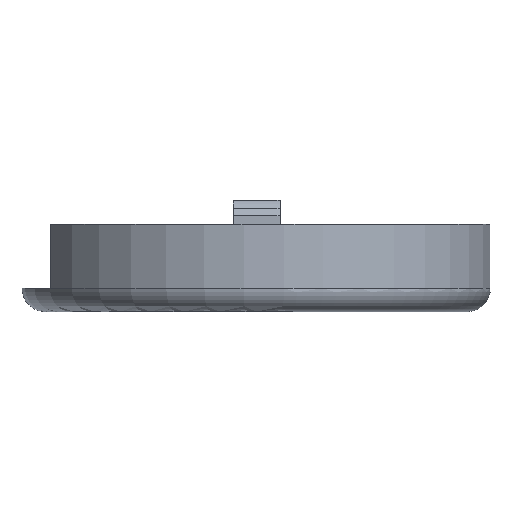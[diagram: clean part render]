
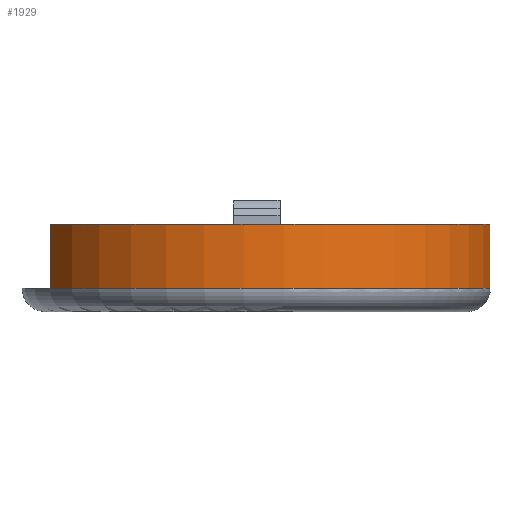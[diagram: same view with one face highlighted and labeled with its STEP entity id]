
A CAD part, front view. The second image highlights one B-rep face of the part: STEP entity #1929.
In plain terms, the highlighted cylindrical face has radius 30 mm (diameter 60 mm), a partial arc.
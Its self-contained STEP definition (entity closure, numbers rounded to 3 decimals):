
#184=FACE_OUTER_BOUND('',#303,.T.);
#303=EDGE_LOOP('',(#1629,#1630,#1631,#1632,#1633,#1634));
#399=CIRCLE('',#2097,30.);
#405=CIRCLE('',#2124,30.);
#406=CIRCLE('',#2125,30.);
#483=LINE('',#2958,#674);
#505=LINE('',#3014,#696);
#510=LINE('',#3023,#701);
#674=VECTOR('',#2330,10.);
#696=VECTOR('',#2392,10.);
#701=VECTOR('',#2399,10.);
#893=VERTEX_POINT('',#2955);
#894=VERTEX_POINT('',#2957);
#907=VERTEX_POINT('',#3011);
#908=VERTEX_POINT('',#3013);
#910=VERTEX_POINT('',#3018);
#911=VERTEX_POINT('',#3021);
#1082=EDGE_CURVE('',#894,#893,#483,.T.);
#1110=EDGE_CURVE('',#908,#907,#505,.T.);
#1115=EDGE_CURVE('',#910,#911,#510,.T.);
#1185=EDGE_CURVE('',#907,#894,#399,.F.);
#1202=EDGE_CURVE('',#908,#911,#405,.T.);
#1203=EDGE_CURVE('',#910,#893,#406,.F.);
#1629=ORIENTED_EDGE('',*,*,#1202,.F.);
#1630=ORIENTED_EDGE('',*,*,#1110,.T.);
#1631=ORIENTED_EDGE('',*,*,#1185,.T.);
#1632=ORIENTED_EDGE('',*,*,#1082,.T.);
#1633=ORIENTED_EDGE('',*,*,#1203,.F.);
#1634=ORIENTED_EDGE('',*,*,#1115,.T.);
#1841=CYLINDRICAL_SURFACE('',#2123,30.);
#1929=ADVANCED_FACE('',(#184),#1841,.T.);
#2097=AXIS2_PLACEMENT_3D('',#3160,#2551,#2552);
#2123=AXIS2_PLACEMENT_3D('',#3203,#2614,#2615);
#2124=AXIS2_PLACEMENT_3D('',#3204,#2616,#2617);
#2125=AXIS2_PLACEMENT_3D('',#3205,#2618,#2619);
#2330=DIRECTION('',(0.,0.,1.));
#2392=DIRECTION('',(0.,0.,1.));
#2399=DIRECTION('',(0.,0.,-1.));
#2551=DIRECTION('center_axis',(0.,0.,
1.));
#2552=DIRECTION('ref_axis',(1.,0.,0.));
#2614=DIRECTION('center_axis',(0.,0.,
-1.));
#2615=DIRECTION('ref_axis',(1.,0.,0.));
#2616=DIRECTION('center_axis',(0.,0.,
-1.));
#2617=DIRECTION('ref_axis',(1.,0.,0.));
#2618=DIRECTION('center_axis',(0.,0.,
-1.));
#2619=DIRECTION('ref_axis',(1.,0.,0.));
#2955=CARTESIAN_POINT('',(-26.41,14.231,7.2));
#2957=CARTESIAN_POINT('',(-26.41,14.231,2.));
#2958=CARTESIAN_POINT('',(-26.41,14.231,5.));
#3011=CARTESIAN_POINT('',(-26.411,14.228,2.));
#3013=CARTESIAN_POINT('',(-26.411,14.228,-1.));
#3014=CARTESIAN_POINT('',(-26.411,14.228,5.));
#3018=CARTESIAN_POINT('',(-26.411,-14.228,7.2));
#3021=CARTESIAN_POINT('',(-26.411,-14.228,-1.));
#3023=CARTESIAN_POINT('',(-26.411,-14.228,5.));
#3160=CARTESIAN_POINT('Origin',(0.,0.,2.));
#3203=CARTESIAN_POINT('Origin',(0.,0.,
5.));
#3204=CARTESIAN_POINT('Origin',(0.,0.,
-1.));
#3205=CARTESIAN_POINT('Origin',(0.,0.,
7.2));
